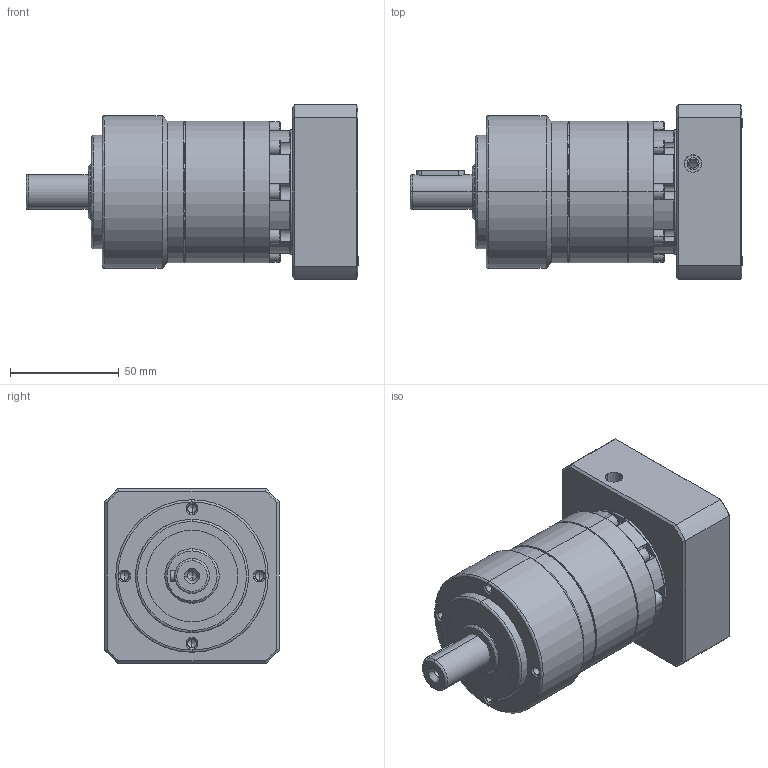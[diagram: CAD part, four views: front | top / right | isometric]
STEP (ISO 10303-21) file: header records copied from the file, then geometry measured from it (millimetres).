
FILE_DESCRIPTION (( 'STEP AP214' ), '1' );
FILE_NAME ('PE070-L2-19-70-90-M5-M6.STEP', '2024-01-06T03:20:56', ( 'admin' ), ( '' ), 'SwSTEP 2.0', 'SolidWorks 2013', '' );
FILE_SCHEMA (( 'AUTOMOTIVE_DESIGN' ));
Length unit declared in the file: millimetre
Products named in the file (4): 060-70-90M5_X2_6CD55170_X0_; PE070-L2-19-70-90-M5-M6; 060-L2_X2_58F34F537AEF_X0_-19; 070_X2_8F9351FA7AEF_X0_
Assembly tree (3 placements, depth 2):
  PE070-L2-19-70-90-M5-M6
    060-L2_X2_58F34F537AEF_X0_-19
    060-70-90M5_X2_6CD55170_X0_
    070_X2_8F9351FA7AEF_X0_
Bounding box: 152.5 x 80 x 80 mm (x, y, z)
Volume: 372778.5 mm3; surface area: 77984.6 mm2
Topology: 4 solids, 4 shells, 547 faces, 1311 edges, 765 vertices
Faces by surface type: cylinder 184, plane 173, cone 161, bspline 29
Entity records: 22721 total; most frequent: CARTESIAN_POINT 4116, DIRECTION 2702, ORIENTED_EDGE 2498, EDGE_CURVE 1249, AXIS2_PLACEMENT_3D 1035, VERTEX_POINT 765, LINE 632, VECTOR 632
